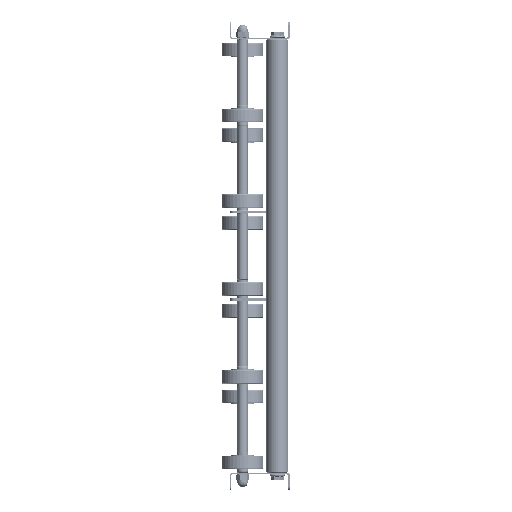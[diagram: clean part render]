
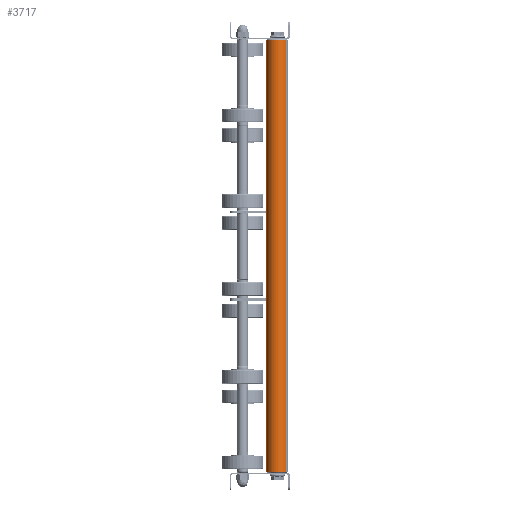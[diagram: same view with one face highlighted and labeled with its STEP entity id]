
A CAD part, left-side view. The second image highlights one B-rep face of the part: STEP entity #3717.
In plain terms, the highlighted cylindrical face has radius 12.5 mm (diameter 25 mm), a partial arc.
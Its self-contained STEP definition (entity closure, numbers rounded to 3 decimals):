
#799 = ORIENTED_EDGE ( 'NONE', *, *, #20163, .T. ) ;
#1063 = EDGE_CURVE ( 'NONE', #15900, #12131, #16270, .T. ) ;
#2279 = CARTESIAN_POINT ( 'NONE',  ( 1., 0., -12.5 ) ) ;
#2509 = DIRECTION ( 'NONE',  ( 0., 0., -1. ) ) ;
#3717 = ADVANCED_FACE ( 'NONE', ( #29468 ), #8816, .T. ) ;
#4738 = EDGE_LOOP ( 'NONE', ( #10125, #27574, #9854, #799 ) ) ;
#4950 = AXIS2_PLACEMENT_3D ( 'NONE', #19937, #24457, #5780 ) ;
#5714 = VECTOR ( 'NONE', #25036, 1000. ) ;
#5780 = DIRECTION ( 'NONE',  ( 0., 0., -1. ) ) ;
#5816 = CARTESIAN_POINT ( 'NONE',  ( 500., 0., -12.5 ) ) ;
#6769 = CARTESIAN_POINT ( 'NONE',  ( 499., 0., 12.5 ) ) ;
#6856 = EDGE_CURVE ( 'NONE', #8814, #15900, #14074, .T. ) ;
#8554 = VECTOR ( 'NONE', #12176, 1000. ) ;
#8814 = VERTEX_POINT ( 'NONE', #9855 ) ;
#8816 = CYLINDRICAL_SURFACE ( 'NONE', #23193, 12.5 ) ;
#9854 = ORIENTED_EDGE ( 'NONE', *, *, #1063, .T. ) ;
#9855 = CARTESIAN_POINT ( 'NONE',  ( 499., 0., -12.5 ) ) ;
#10125 = ORIENTED_EDGE ( 'NONE', *, *, #23349, .F. ) ;
#11672 = CARTESIAN_POINT ( 'NONE',  ( 1., 0., 0. ) ) ;
#12131 = VERTEX_POINT ( 'NONE', #25172 ) ;
#12176 = DIRECTION ( 'NONE',  ( -1., 0., 0. ) ) ;
#12323 = LINE ( 'NONE', #5816, #8554 ) ;
#13709 = CARTESIAN_POINT ( 'NONE',  ( 500., 0., 12.5 ) ) ;
#13739 = CIRCLE ( 'NONE', #16146, 12.5 ) ;
#14074 = CIRCLE ( 'NONE', #4950, 12.5 ) ;
#15900 = VERTEX_POINT ( 'NONE', #6769 ) ;
#16146 = AXIS2_PLACEMENT_3D ( 'NONE', #11672, #18588, #2509 ) ;
#16270 = LINE ( 'NONE', #13709, #5714 ) ;
#18000 = CARTESIAN_POINT ( 'NONE',  ( 500., 0., 0. ) ) ;
#18588 = DIRECTION ( 'NONE',  ( 1., 0., 0. ) ) ;
#19937 = CARTESIAN_POINT ( 'NONE',  ( 499., 0., 0. ) ) ;
#20163 = EDGE_CURVE ( 'NONE', #12131, #26687, #13739, .T. ) ;
#22677 = DIRECTION ( 'NONE',  ( 0., 0., 1. ) ) ;
#23193 = AXIS2_PLACEMENT_3D ( 'NONE', #18000, #27209, #22677 ) ;
#23349 = EDGE_CURVE ( 'NONE', #8814, #26687, #12323, .T. ) ;
#24457 = DIRECTION ( 'NONE',  ( -1., 0., 0. ) ) ;
#25036 = DIRECTION ( 'NONE',  ( -1., 0., 0. ) ) ;
#25172 = CARTESIAN_POINT ( 'NONE',  ( 1., 0., 12.5 ) ) ;
#26687 = VERTEX_POINT ( 'NONE', #2279 ) ;
#27209 = DIRECTION ( 'NONE',  ( -1., 0., 0. ) ) ;
#27574 = ORIENTED_EDGE ( 'NONE', *, *, #6856, .T. ) ;
#29468 = FACE_OUTER_BOUND ( 'NONE', #4738, .T. ) ;
